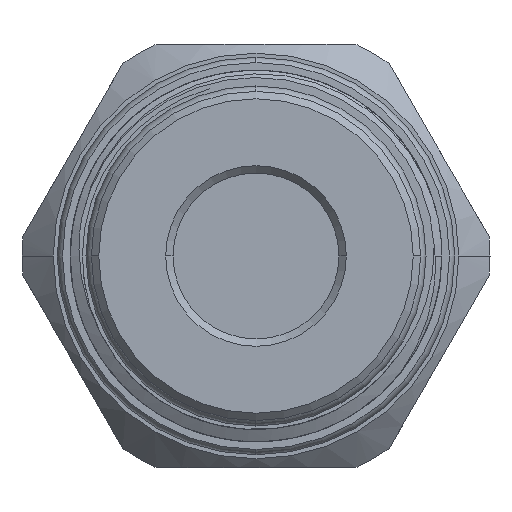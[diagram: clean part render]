
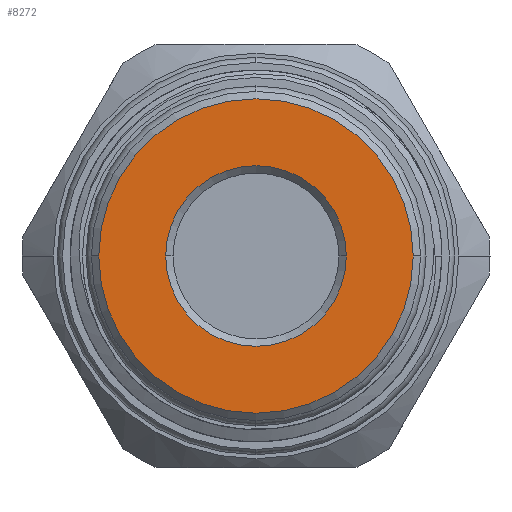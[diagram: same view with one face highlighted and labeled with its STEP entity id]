
A CAD part, left-side view. The second image highlights one B-rep face of the part: STEP entity #8272.
In plain terms, the highlighted planar face has unit normal (-1, 0, 0).
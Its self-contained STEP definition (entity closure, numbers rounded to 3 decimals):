
#165 = EDGE_CURVE ( 'NONE', #10345, #8316, #3364, .T. ) ;
#362 = DIRECTION ( 'NONE',  ( 1., 0., 0. ) ) ;
#410 = CARTESIAN_POINT ( 'NONE',  ( -78.1, 0., 0. ) ) ;
#612 = EDGE_LOOP ( 'NONE', ( #1787, #5040 ) ) ;
#805 = EDGE_CURVE ( 'NONE', #8316, #10345, #7439, .T. ) ;
#1003 = DIRECTION ( 'NONE',  ( 1., 0., 0. ) ) ;
#1497 = CIRCLE ( 'NONE', #6206, 6.1 ) ;
#1787 = ORIENTED_EDGE ( 'NONE', *, *, #3466, .T. ) ;
#2065 = DIRECTION ( 'NONE',  ( 0., -1., 0. ) ) ;
#2134 = CARTESIAN_POINT ( 'NONE',  ( -78.1, 0., 0. ) ) ;
#2146 = DIRECTION ( 'NONE',  ( 0., -1., 0. ) ) ;
#2349 = CARTESIAN_POINT ( 'NONE',  ( -78.1, 10.615, 0. ) ) ;
#2447 = PLANE ( 'NONE',  #8769 ) ;
#3328 = DIRECTION ( 'NONE',  ( 1., 0., 0. ) ) ;
#3364 = CIRCLE ( 'NONE', #5905, 10.615 ) ;
#3381 = DIRECTION ( 'NONE',  ( 1., 0., 0. ) ) ;
#3466 = EDGE_CURVE ( 'NONE', #5302, #8320, #11699, .T. ) ;
#4057 = FACE_OUTER_BOUND ( 'NONE', #11964, .T. ) ;
#4171 = EDGE_CURVE ( 'NONE', #8320, #5302, #1497, .T. ) ;
#4268 = DIRECTION ( 'NONE',  ( 0., -1., 0. ) ) ;
#5040 = ORIENTED_EDGE ( 'NONE', *, *, #4171, .T. ) ;
#5302 = VERTEX_POINT ( 'NONE', #11581 ) ;
#5503 = DIRECTION ( 'NONE',  ( 0., -1., 0. ) ) ;
#5905 = AXIS2_PLACEMENT_3D ( 'NONE', #2134, #3328, #4268 ) ;
#6206 = AXIS2_PLACEMENT_3D ( 'NONE', #6385, #3381, #2146 ) ;
#6385 = CARTESIAN_POINT ( 'NONE',  ( -78.1, 0., 0. ) ) ;
#6468 = ORIENTED_EDGE ( 'NONE', *, *, #805, .F. ) ;
#7183 = AXIS2_PLACEMENT_3D ( 'NONE', #10535, #8330, #8370 ) ;
#7218 = CARTESIAN_POINT ( 'NONE',  ( -78.1, -10.615, 0. ) ) ;
#7273 = CARTESIAN_POINT ( 'NONE',  ( -78.1, 0., 0. ) ) ;
#7439 = CIRCLE ( 'NONE', #9371, 10.615 ) ;
#8272 = ADVANCED_FACE ( 'NONE', ( #9469, #4057 ), #2447, .F. ) ;
#8316 = VERTEX_POINT ( 'NONE', #2349 ) ;
#8320 = VERTEX_POINT ( 'NONE', #11911 ) ;
#8330 = DIRECTION ( 'NONE',  ( 1., 0., 0. ) ) ;
#8370 = DIRECTION ( 'NONE',  ( 0., -1., 0. ) ) ;
#8769 = AXIS2_PLACEMENT_3D ( 'NONE', #410, #362, #5503 ) ;
#9371 = AXIS2_PLACEMENT_3D ( 'NONE', #7273, #1003, #2065 ) ;
#9469 = FACE_BOUND ( 'NONE', #612, .T. ) ;
#10345 = VERTEX_POINT ( 'NONE', #7218 ) ;
#10535 = CARTESIAN_POINT ( 'NONE',  ( -78.1, 0., 0. ) ) ;
#10666 = ORIENTED_EDGE ( 'NONE', *, *, #165, .F. ) ;
#11581 = CARTESIAN_POINT ( 'NONE',  ( -78.1, 6.1, 0. ) ) ;
#11699 = CIRCLE ( 'NONE', #7183, 6.1 ) ;
#11911 = CARTESIAN_POINT ( 'NONE',  ( -78.1, -6.1, 0. ) ) ;
#11964 = EDGE_LOOP ( 'NONE', ( #10666, #6468 ) ) ;
